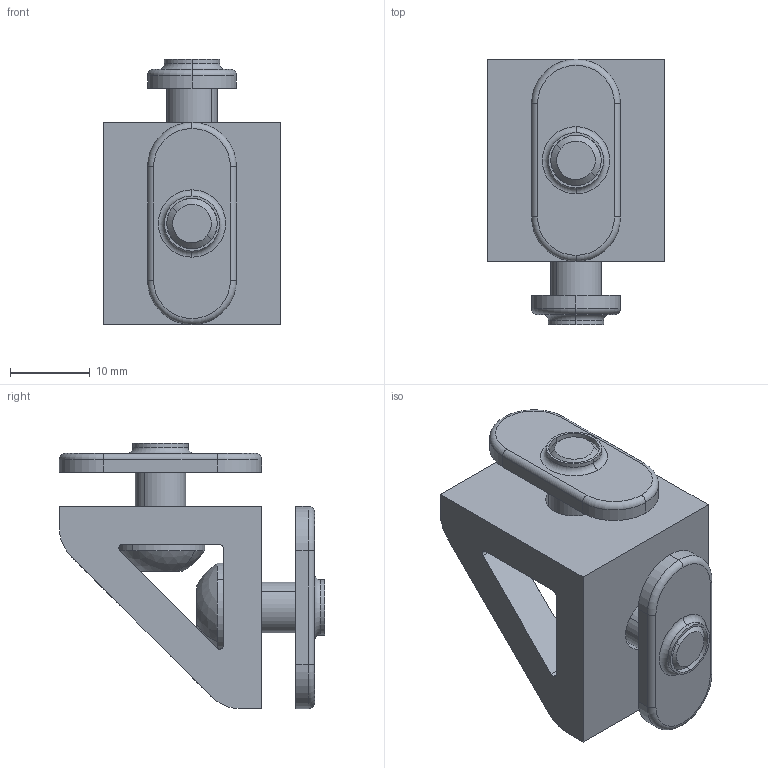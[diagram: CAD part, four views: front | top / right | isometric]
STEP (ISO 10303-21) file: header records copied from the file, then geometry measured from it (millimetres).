
FILE_DESCRIPTION (( 'STEP AP203' ), '1' );
FILE_NAME ('653069.SLDASM.step', '2003-10-13T11:22:12', ( 'Jerry Winters' ), ( 'GoEngineer' ), 'SwSTEP 2.0', 'SolidWorks 2003174', '' );
FILE_SCHEMA (( 'CONFIG_CONTROL_DESIGN' ));
Length unit declared in the file: inch
Products named in the file (6): 653069.SLDASM; Inside Corner Gussets_653069; 651171; 651163; 651021; Socket Button Head Cap Screw_AI_SBHCSCREW 0.25-20x0.5-HX-C
Assembly tree (6 placements, depth 4):
  653069.SLDASM
    Inside Corner Gussets_653069
    651171  x2
      651021
        Socket Button Head Cap Screw_AI_SBHCSCREW 0.25-20x0.5-HX-C
      651163
Bounding box: 22.23 x 33.32 x 33.32 mm (x, y, z)
Volume: 8342.1 mm3; surface area: 5942 mm2
Topology: 5 solids, 5 shells, 121 faces, 284 edges, 174 vertices
Faces by surface type: plane 51, cylinder 48, torus 10, cone 8, sphere 4
Entity records: 2983 total; most frequent: CARTESIAN_POINT 497, DIRECTION 409, ORIENTED_EDGE 370, EDGE_CURVE 185, AXIS2_PLACEMENT_3D 159, VERTEX_POINT 116, LINE 91, VECTOR 91
